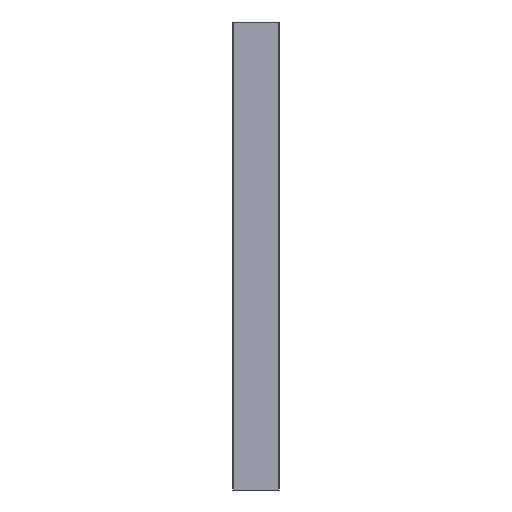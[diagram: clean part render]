
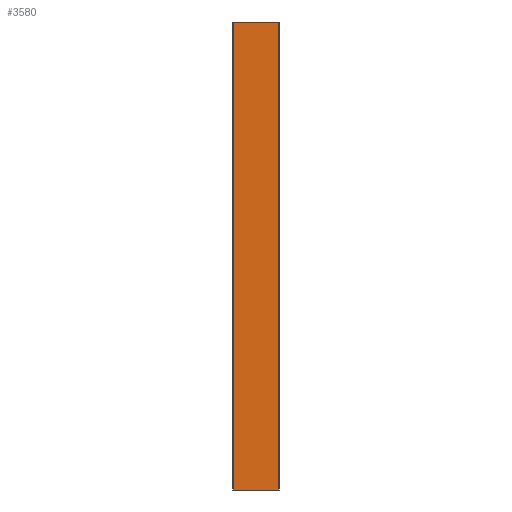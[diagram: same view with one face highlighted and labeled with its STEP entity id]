
A CAD part, front view. The second image highlights one B-rep face of the part: STEP entity #3580.
In plain terms, the highlighted planar face has unit normal (0, -1, 0).
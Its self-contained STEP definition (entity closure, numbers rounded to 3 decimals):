
#94 = CARTESIAN_POINT ( 'NONE',  ( -66.643, -7.84, 1500. ) ) ;
#179 = AXIS2_PLACEMENT_3D ( 'NONE', #646, #1669, #9911 ) ;
#440 = FACE_OUTER_BOUND ( 'NONE', #7003, .T. ) ;
#646 = CARTESIAN_POINT ( 'NONE',  ( -66.643, -7.84, 1500. ) ) ;
#1669 = DIRECTION ( 'NONE',  ( 0., 1., 0. ) ) ;
#1830 = ORIENTED_EDGE ( 'NONE', *, *, #3741, .T. ) ;
#2136 = EDGE_CURVE ( 'NONE', #5464, #5378, #5418, .T. ) ;
#2420 = VERTEX_POINT ( 'NONE', #4035 ) ;
#2786 = DIRECTION ( 'NONE',  ( 0., 0., -1. ) ) ;
#3207 = VECTOR ( 'NONE', #11865, 1000. ) ;
#3573 = LINE ( 'NONE', #5487, #3207 ) ;
#3580 = ADVANCED_FACE ( 'NONE', ( #440 ), #3713, .F. ) ;
#3713 = PLANE ( 'NONE',  #179 ) ;
#3741 = EDGE_CURVE ( 'NONE', #2420, #8499, #5408, .T. ) ;
#4035 = CARTESIAN_POINT ( 'NONE',  ( -66.643, -7.84, 0. ) ) ;
#5019 = LINE ( 'NONE', #13321, #7348 ) ;
#5378 = VERTEX_POINT ( 'NONE', #8056 ) ;
#5408 = LINE ( 'NONE', #10500, #7352 ) ;
#5418 = LINE ( 'NONE', #94, #11747 ) ;
#5464 = VERTEX_POINT ( 'NONE', #10358 ) ;
#5487 = CARTESIAN_POINT ( 'NONE',  ( 77.737, -7.84, 1500. ) ) ;
#5554 = ORIENTED_EDGE ( 'NONE', *, *, #10635, .T. ) ;
#6874 = ORIENTED_EDGE ( 'NONE', *, *, #12477, .F. ) ;
#7003 = EDGE_LOOP ( 'NONE', ( #1830, #6874, #10264, #5554 ) ) ;
#7348 = VECTOR ( 'NONE', #2786, 1000. ) ;
#7352 = VECTOR ( 'NONE', #10438, 1000. ) ;
#8056 = CARTESIAN_POINT ( 'NONE',  ( 77.737, -7.84, 1500. ) ) ;
#8499 = VERTEX_POINT ( 'NONE', #11859 ) ;
#8558 = DIRECTION ( 'NONE',  ( 1., 0., 0. ) ) ;
#9911 = DIRECTION ( 'NONE',  ( -1., 0., 0. ) ) ;
#10264 = ORIENTED_EDGE ( 'NONE', *, *, #2136, .F. ) ;
#10358 = CARTESIAN_POINT ( 'NONE',  ( -66.643, -7.84, 1500. ) ) ;
#10438 = DIRECTION ( 'NONE',  ( 1., 0., 0. ) ) ;
#10500 = CARTESIAN_POINT ( 'NONE',  ( -66.643, -7.84, 0. ) ) ;
#10635 = EDGE_CURVE ( 'NONE', #5464, #2420, #5019, .T. ) ;
#11747 = VECTOR ( 'NONE', #8558, 1000. ) ;
#11859 = CARTESIAN_POINT ( 'NONE',  ( 77.737, -7.84, 0. ) ) ;
#11865 = DIRECTION ( 'NONE',  ( 0., 0., -1. ) ) ;
#12477 = EDGE_CURVE ( 'NONE', #5378, #8499, #3573, .T. ) ;
#13321 = CARTESIAN_POINT ( 'NONE',  ( -66.643, -7.84, 1500. ) ) ;
